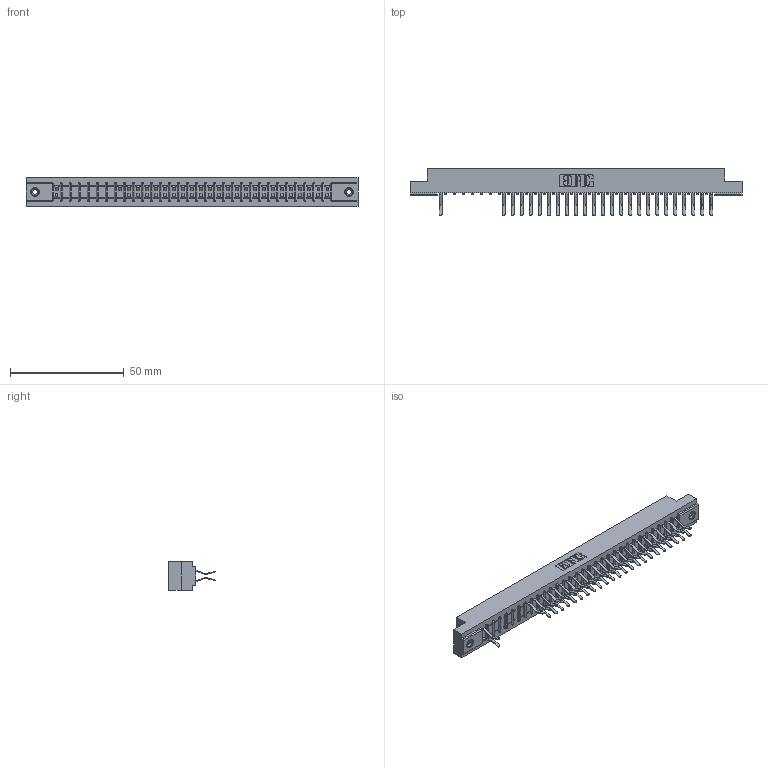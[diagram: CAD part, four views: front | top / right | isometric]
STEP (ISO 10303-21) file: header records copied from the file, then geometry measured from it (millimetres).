
FILE_DESCRIPTION (( 'STEP AP203' ), '1' );
FILE_NAME ('307-062-560-208.STEP', '2018-08-06T09:46:51', ( '' ), ( '' ), 'SwSTEP 2.0', 'SolidWorks 2016', '' );
FILE_SCHEMA (( 'CONFIG_CONTROL_DESIGN' ));
Length unit declared in the file: inch
Products named in the file (4): 307 Part_.156 Dia Mounting Holes; 307-290-001_560; 345-250-001_345-250-003-102; 307-062-560-208
Assembly tree (52 placements, depth 2):
  307-062-560-208
    307 Part_.156 Dia Mounting Holes
    307-290-001_560  x49
    345-250-001_345-250-003-102  x2
Bounding box: 145.85 x 20.73 x 12.7 mm (x, y, z)
Volume: 15317.4 mm3; surface area: 17763.8 mm2
Topology: 52 solids, 52 shells, 2790 faces, 7833 edges, 5062 vertices
Faces by surface type: plane 1797, cylinder 913, sphere 64, cone 12, torus 4
Entity records: 29797 total; most frequent: CARTESIAN_POINT 4917, ORIENTED_EDGE 4878, DIRECTION 4817, EDGE_CURVE 2439, LINE 1865, VECTOR 1865, VERTEX_POINT 1576, AXIS2_PLACEMENT_3D 1476
